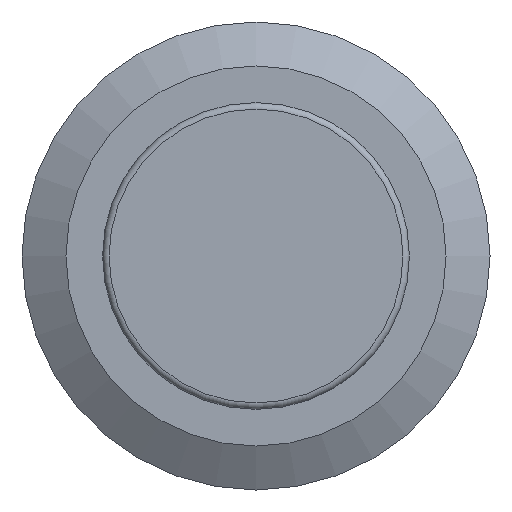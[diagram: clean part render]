
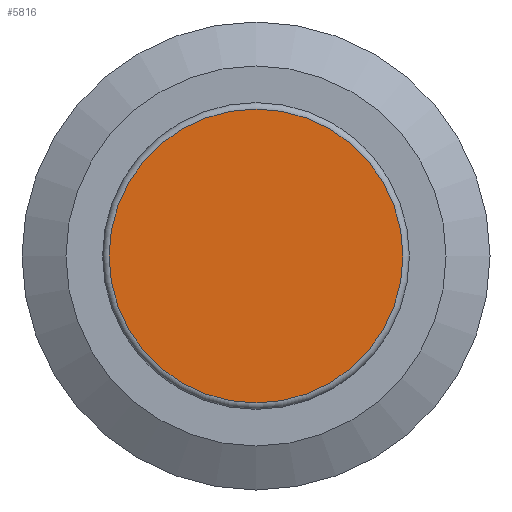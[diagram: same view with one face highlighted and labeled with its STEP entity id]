
A CAD part, left-side view. The second image highlights one B-rep face of the part: STEP entity #5816.
In plain terms, the highlighted planar face has unit normal (-1, 0, 0).
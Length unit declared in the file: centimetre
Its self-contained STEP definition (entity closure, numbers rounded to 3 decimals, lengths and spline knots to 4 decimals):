
#1724=PLANE('',#6148);
#2033=FACE_OUTER_BOUND('',#2391,.T.);
#2391=EDGE_LOOP('',(#5466));
#2474=CIRCLE('',#6147,0.565);
#3020=VERTEX_POINT('',#10078);
#3838=EDGE_CURVE('',#3020,#3020,#2474,.T.);
#5466=ORIENTED_EDGE('',*,*,#3838,.F.);
#5816=ADVANCED_FACE('',(#2033),#1724,.F.);
#6147=AXIS2_PLACEMENT_3D('',#10080,#7383,#7384);
#6148=AXIS2_PLACEMENT_3D('',#10081,#7385,#7386);
#7383=DIRECTION('center_axis',(1.,0.,0.));
#7384=DIRECTION('ref_axis',(0.,0.,1.));
#7385=DIRECTION('center_axis',(1.,0.,0.));
#7386=DIRECTION('ref_axis',(0.,0.,1.));
#10078=CARTESIAN_POINT('',(-0.34,0.,-0.565));
#10080=CARTESIAN_POINT('Origin',(-0.34,0.,0.));
#10081=CARTESIAN_POINT('Origin',(-0.34,0.,0.));
